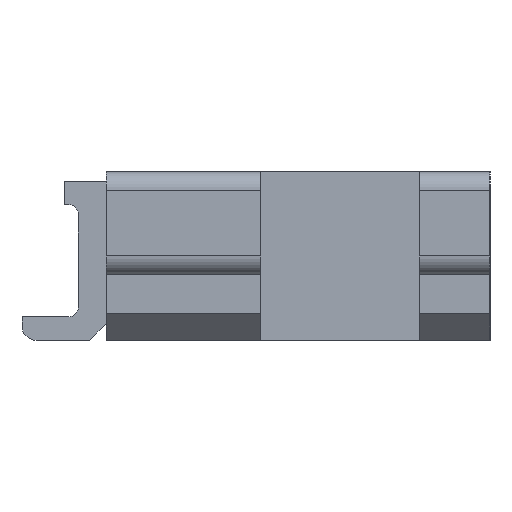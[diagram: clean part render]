
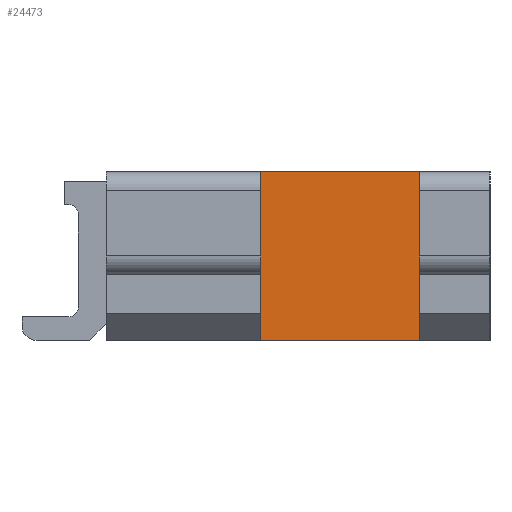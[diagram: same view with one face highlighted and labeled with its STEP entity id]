
A CAD part, left-side view. The second image highlights one B-rep face of the part: STEP entity #24473.
In plain terms, the highlighted planar face has unit normal (-1, 0, 0).
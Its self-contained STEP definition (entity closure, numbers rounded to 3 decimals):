
#23996 = PLANE('',#23997);
#23997 = AXIS2_PLACEMENT_3D('',#23998,#23999,#24000);
#23998 = CARTESIAN_POINT('',(-10.692,-1.65,0.9));
#23999 = DIRECTION('',(0.,1.,0.));
#24000 = DIRECTION('',(1.,0.,0.));
#24052 = PLANE('',#24053);
#24053 = AXIS2_PLACEMENT_3D('',#24054,#24055,#24056);
#24054 = CARTESIAN_POINT('',(-10.692,-3.35,0.9));
#24055 = DIRECTION('',(0.,-1.,0.));
#24056 = DIRECTION('',(-1.,0.,0.));
#24187 = PLANE('',#24188);
#24188 = AXIS2_PLACEMENT_3D('',#24189,#24190,#24191);
#24189 = CARTESIAN_POINT('',(-10.55,-2.5,1.8));
#24190 = DIRECTION('',(0.,0.,1.));
#24191 = DIRECTION('',(1.,-0.,0.));
#24382 = PLANE('',#24383);
#24383 = AXIS2_PLACEMENT_3D('',#24384,#24385,#24386);
#24384 = CARTESIAN_POINT('',(-10.55,-2.5,0.));
#24385 = DIRECTION('',(0.,0.,-1.));
#24386 = DIRECTION('',(-1.,0.,0.));
#24398 = VERTEX_POINT('',#24399);
#24399 = CARTESIAN_POINT('',(-11.1,-1.65,1.8));
#24426 = VERTEX_POINT('',#24427);
#24427 = CARTESIAN_POINT('',(-11.1,-1.65,0.));
#24448 = EDGE_CURVE('',#24398,#24426,#24449,.T.);
#24449 = SURFACE_CURVE('',#24450,(#24454,#24461),.PCURVE_S1.);
#24450 = LINE('',#24451,#24452);
#24451 = CARTESIAN_POINT('',(-11.1,-1.65,1.8));
#24452 = VECTOR('',#24453,1.);
#24453 = DIRECTION('',(0.,0.,-1.));
#24454 = PCURVE('',#23996,#24455);
#24455 = DEFINITIONAL_REPRESENTATION('',(#24456),#24460);
#24456 = LINE('',#24457,#24458);
#24457 = CARTESIAN_POINT('',(-0.408,-0.9));
#24458 = VECTOR('',#24459,1.);
#24459 = DIRECTION('',(0.,1.));
#24460 = ( GEOMETRIC_REPRESENTATION_CONTEXT(2) 
PARAMETRIC_REPRESENTATION_CONTEXT() REPRESENTATION_CONTEXT('2D SPACE',''
  ) );
#24461 = PCURVE('',#24462,#24467);
#24462 = PLANE('',#24463);
#24463 = AXIS2_PLACEMENT_3D('',#24464,#24465,#24466);
#24464 = CARTESIAN_POINT('',(-11.1,-2.5,0.9));
#24465 = DIRECTION('',(1.,0.,0.));
#24466 = DIRECTION('',(0.,0.,1.));
#24467 = DEFINITIONAL_REPRESENTATION('',(#24468),#24472);
#24468 = LINE('',#24469,#24470);
#24469 = CARTESIAN_POINT('',(0.9,-0.85));
#24470 = VECTOR('',#24471,1.);
#24471 = DIRECTION('',(-1.,0.));
#24472 = ( GEOMETRIC_REPRESENTATION_CONTEXT(2) 
PARAMETRIC_REPRESENTATION_CONTEXT() REPRESENTATION_CONTEXT('2D SPACE',''
  ) );
#24473 = ADVANCED_FACE('',(#24474),#24462,.F.);
#24474 = FACE_BOUND('',#24475,.T.);
#24475 = EDGE_LOOP('',(#24476,#24477,#24500,#24523));
#24476 = ORIENTED_EDGE('',*,*,#24448,.T.);
#24477 = ORIENTED_EDGE('',*,*,#24478,.T.);
#24478 = EDGE_CURVE('',#24426,#24479,#24481,.T.);
#24479 = VERTEX_POINT('',#24480);
#24480 = CARTESIAN_POINT('',(-11.1,-3.35,0.));
#24481 = SURFACE_CURVE('',#24482,(#24486,#24493),.PCURVE_S1.);
#24482 = LINE('',#24483,#24484);
#24483 = CARTESIAN_POINT('',(-11.1,-1.65,0.));
#24484 = VECTOR('',#24485,1.);
#24485 = DIRECTION('',(0.,-1.,0.));
#24486 = PCURVE('',#24462,#24487);
#24487 = DEFINITIONAL_REPRESENTATION('',(#24488),#24492);
#24488 = LINE('',#24489,#24490);
#24489 = CARTESIAN_POINT('',(-0.9,-0.85));
#24490 = VECTOR('',#24491,1.);
#24491 = DIRECTION('',(0.,1.));
#24492 = ( GEOMETRIC_REPRESENTATION_CONTEXT(2) 
PARAMETRIC_REPRESENTATION_CONTEXT() REPRESENTATION_CONTEXT('2D SPACE',''
  ) );
#24493 = PCURVE('',#24382,#24494);
#24494 = DEFINITIONAL_REPRESENTATION('',(#24495),#24499);
#24495 = LINE('',#24496,#24497);
#24496 = CARTESIAN_POINT('',(0.55,0.85));
#24497 = VECTOR('',#24498,1.);
#24498 = DIRECTION('',(0.,-1.));
#24499 = ( GEOMETRIC_REPRESENTATION_CONTEXT(2) 
PARAMETRIC_REPRESENTATION_CONTEXT() REPRESENTATION_CONTEXT('2D SPACE',''
  ) );
#24500 = ORIENTED_EDGE('',*,*,#24501,.T.);
#24501 = EDGE_CURVE('',#24479,#24502,#24504,.T.);
#24502 = VERTEX_POINT('',#24503);
#24503 = CARTESIAN_POINT('',(-11.1,-3.35,1.8));
#24504 = SURFACE_CURVE('',#24505,(#24509,#24516),.PCURVE_S1.);
#24505 = LINE('',#24506,#24507);
#24506 = CARTESIAN_POINT('',(-11.1,-3.35,0.));
#24507 = VECTOR('',#24508,1.);
#24508 = DIRECTION('',(0.,0.,1.));
#24509 = PCURVE('',#24462,#24510);
#24510 = DEFINITIONAL_REPRESENTATION('',(#24511),#24515);
#24511 = LINE('',#24512,#24513);
#24512 = CARTESIAN_POINT('',(-0.9,0.85));
#24513 = VECTOR('',#24514,1.);
#24514 = DIRECTION('',(1.,0.));
#24515 = ( GEOMETRIC_REPRESENTATION_CONTEXT(2) 
PARAMETRIC_REPRESENTATION_CONTEXT() REPRESENTATION_CONTEXT('2D SPACE',''
  ) );
#24516 = PCURVE('',#24052,#24517);
#24517 = DEFINITIONAL_REPRESENTATION('',(#24518),#24522);
#24518 = LINE('',#24519,#24520);
#24519 = CARTESIAN_POINT('',(0.408,0.9));
#24520 = VECTOR('',#24521,1.);
#24521 = DIRECTION('',(0.,-1.));
#24522 = ( GEOMETRIC_REPRESENTATION_CONTEXT(2) 
PARAMETRIC_REPRESENTATION_CONTEXT() REPRESENTATION_CONTEXT('2D SPACE',''
  ) );
#24523 = ORIENTED_EDGE('',*,*,#24524,.T.);
#24524 = EDGE_CURVE('',#24502,#24398,#24525,.T.);
#24525 = SURFACE_CURVE('',#24526,(#24530,#24537),.PCURVE_S1.);
#24526 = LINE('',#24527,#24528);
#24527 = CARTESIAN_POINT('',(-11.1,-3.35,1.8));
#24528 = VECTOR('',#24529,1.);
#24529 = DIRECTION('',(0.,1.,0.));
#24530 = PCURVE('',#24462,#24531);
#24531 = DEFINITIONAL_REPRESENTATION('',(#24532),#24536);
#24532 = LINE('',#24533,#24534);
#24533 = CARTESIAN_POINT('',(0.9,0.85));
#24534 = VECTOR('',#24535,1.);
#24535 = DIRECTION('',(0.,-1.));
#24536 = ( GEOMETRIC_REPRESENTATION_CONTEXT(2) 
PARAMETRIC_REPRESENTATION_CONTEXT() REPRESENTATION_CONTEXT('2D SPACE',''
  ) );
#24537 = PCURVE('',#24187,#24538);
#24538 = DEFINITIONAL_REPRESENTATION('',(#24539),#24543);
#24539 = LINE('',#24540,#24541);
#24540 = CARTESIAN_POINT('',(-0.55,-0.85));
#24541 = VECTOR('',#24542,1.);
#24542 = DIRECTION('',(0.,1.));
#24543 = ( GEOMETRIC_REPRESENTATION_CONTEXT(2) 
PARAMETRIC_REPRESENTATION_CONTEXT() REPRESENTATION_CONTEXT('2D SPACE',''
  ) );
